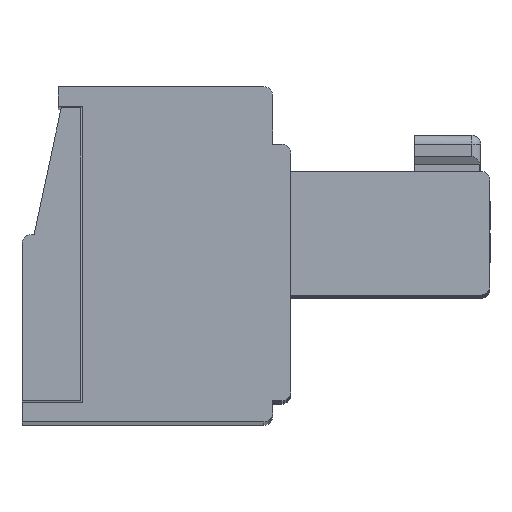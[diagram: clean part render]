
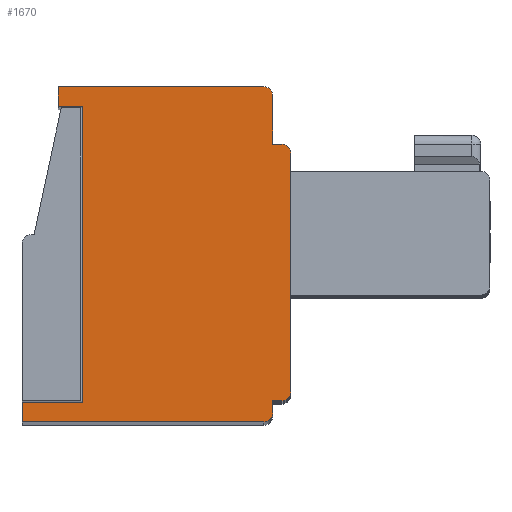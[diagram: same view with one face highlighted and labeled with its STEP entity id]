
A CAD part, top view. The second image highlights one B-rep face of the part: STEP entity #1670.
In plain terms, the highlighted planar face has unit normal (0, 0, 1).
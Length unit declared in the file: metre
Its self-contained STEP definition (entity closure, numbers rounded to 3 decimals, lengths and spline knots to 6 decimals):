
#1670=ADVANCED_FACE('',(#4490),#4491,.F.);
#4490=FACE_OUTER_BOUND('',#8588,.T.);
#4491=PLANE('',#8589);
#8588=EDGE_LOOP('',(#13675,#13676,#13677,#13678,#13679,#13680,#13681,#13682,#13683,#13684,#13685,#13686,#13687,#13688,#13689,#13690));
#8589=AXIS2_PLACEMENT_3D('',#13691,#13692,#13693);
#13675=ORIENTED_EDGE('',*,*,#24721,.T.);
#13676=ORIENTED_EDGE('',*,*,#24722,.T.);
#13677=ORIENTED_EDGE('',*,*,#24723,.T.);
#13678=ORIENTED_EDGE('',*,*,#24710,.T.);
#13679=ORIENTED_EDGE('',*,*,#24724,.T.);
#13680=ORIENTED_EDGE('',*,*,#24725,.F.);
#13681=ORIENTED_EDGE('',*,*,#24726,.T.);
#13682=ORIENTED_EDGE('',*,*,#24727,.T.);
#13683=ORIENTED_EDGE('',*,*,#24728,.T.);
#13684=ORIENTED_EDGE('',*,*,#24729,.T.);
#13685=ORIENTED_EDGE('',*,*,#24730,.T.);
#13686=ORIENTED_EDGE('',*,*,#24731,.T.);
#13687=ORIENTED_EDGE('',*,*,#24732,.T.);
#13688=ORIENTED_EDGE('',*,*,#24733,.F.);
#13689=ORIENTED_EDGE('',*,*,#24734,.T.);
#13690=ORIENTED_EDGE('',*,*,#24735,.T.);
#13691=CARTESIAN_POINT('',(0.013673,0.00851,0.056748));
#13692=DIRECTION('',(0.,0.,-1.0));
#13693=DIRECTION('',(0.0,-1.0,0.));
#24710=EDGE_CURVE('',#29840,#29838,#29841,.T.);
#24721=EDGE_CURVE('',#29857,#29858,#29859,.T.);
#24722=EDGE_CURVE('',#29858,#29860,#29861,.T.);
#24723=EDGE_CURVE('',#29860,#29840,#29862,.T.);
#24724=EDGE_CURVE('',#29838,#29863,#29864,.T.);
#24725=EDGE_CURVE('',#29865,#29863,#29866,.T.);
#24726=EDGE_CURVE('',#29865,#29867,#29868,.T.);
#24727=EDGE_CURVE('',#29867,#29869,#29870,.T.);
#24728=EDGE_CURVE('',#29869,#29871,#29872,.T.);
#24729=EDGE_CURVE('',#29871,#29873,#29874,.T.);
#24730=EDGE_CURVE('',#29873,#29875,#29876,.T.);
#24731=EDGE_CURVE('',#29875,#29877,#29878,.T.);
#24732=EDGE_CURVE('',#29877,#29879,#29880,.T.);
#24733=EDGE_CURVE('',#29881,#29879,#29882,.T.);
#24734=EDGE_CURVE('',#29881,#29883,#29884,.T.);
#24735=EDGE_CURVE('',#29883,#29857,#29885,.T.);
#29838=VERTEX_POINT('',#37703);
#29840=VERTEX_POINT('',#37706);
#29841=LINE('',#37707,#37708);
#29857=VERTEX_POINT('',#37728);
#29858=VERTEX_POINT('',#37729);
#29859=LINE('',#37730,#37731);
#29860=VERTEX_POINT('',#37732);
#29861=CIRCLE('',#37733,0.0003);
#29862=LINE('',#37734,#37735);
#29863=VERTEX_POINT('',#37736);
#29864=CIRCLE('',#37737,0.0003);
#29865=VERTEX_POINT('',#37738);
#29866=LINE('',#37739,#37740);
#29867=VERTEX_POINT('',#37741);
#29868=CIRCLE('',#37742,0.0003);
#29869=VERTEX_POINT('',#37743);
#29870=LINE('',#37744,#37745);
#29871=VERTEX_POINT('',#37746);
#29872=LINE('',#37747,#37748);
#29873=VERTEX_POINT('',#37749);
#29874=CIRCLE('',#37750,0.0003);
#29875=VERTEX_POINT('',#37751);
#29876=LINE('',#37752,#37753);
#29877=VERTEX_POINT('',#37754);
#29878=LINE('',#37755,#37756);
#29879=VERTEX_POINT('',#37757);
#29880=LINE('',#37758,#37759);
#29881=VERTEX_POINT('',#37760);
#29882=LINE('',#37761,#37762);
#29883=VERTEX_POINT('',#37763);
#29884=LINE('',#37764,#37765);
#29885=LINE('',#37766,#37767);
#37703=CARTESIAN_POINT('',(0.007073,0.00121,0.056748));
#37706=CARTESIAN_POINT('',(0.006773,0.00121,0.056748));
#37707=CARTESIAN_POINT('',(0.013673,0.00121,0.056748));
#37708=VECTOR('',#46043,1.0);
#37728=CARTESIAN_POINT('',(-0.001527,0.00051,0.056748));
#37729=CARTESIAN_POINT('',(0.006473,0.00051,0.056748));
#37730=CARTESIAN_POINT('',(0.013673,0.00051,0.056748));
#37731=VECTOR('',#46057,1.0);
#37732=CARTESIAN_POINT('',(0.006773,0.00081,0.056748));
#37733=AXIS2_PLACEMENT_3D('',#46058,#46059,#46060);
#37734=CARTESIAN_POINT('',(0.006773,0.00851,0.056748));
#37735=VECTOR('',#46061,1.0);
#37736=CARTESIAN_POINT('',(0.007373,0.00151,0.056748));
#37737=AXIS2_PLACEMENT_3D('',#46062,#46063,#46064);
#37738=CARTESIAN_POINT('',(0.007373,0.00941,0.056748));
#37739=CARTESIAN_POINT('',(0.007373,0.00941,0.056748));
#37740=VECTOR('',#46065,1.0);
#37741=CARTESIAN_POINT('',(0.007073,0.00971,0.056748));
#37742=AXIS2_PLACEMENT_3D('',#46066,#46067,#46068);
#37743=CARTESIAN_POINT('',(0.006773,0.00971,0.056748));
#37744=CARTESIAN_POINT('',(0.006773,0.00971,0.056748));
#37745=VECTOR('',#46069,1.0);
#37746=CARTESIAN_POINT('',(0.006773,0.01131,0.056748));
#37747=CARTESIAN_POINT('',(0.006773,0.00851,0.056748));
#37748=VECTOR('',#46070,1.0);
#37749=CARTESIAN_POINT('',(0.006473,0.01161,0.056748));
#37750=AXIS2_PLACEMENT_3D('',#46071,#46072,#46073);
#37751=CARTESIAN_POINT('',(-0.000327,0.01161,0.056748));
#37752=CARTESIAN_POINT('',(0.013673,0.01161,0.056748));
#37753=VECTOR('',#46074,1.0);
#37754=CARTESIAN_POINT('',(-0.000327,0.01096,0.056748));
#37755=CARTESIAN_POINT('',(-0.000327,0.00851,0.056748));
#37756=VECTOR('',#46075,1.0);
#37757=CARTESIAN_POINT('',(0.000473,0.01096,0.056748));
#37758=CARTESIAN_POINT('',(0.013673,0.01096,0.056748));
#37759=VECTOR('',#46076,1.0);
#37760=CARTESIAN_POINT('',(0.000473,0.00116,0.056748));
#37761=CARTESIAN_POINT('',(0.000473,0.00116,0.056748));
#37762=VECTOR('',#46077,1.0);
#37763=CARTESIAN_POINT('',(-0.001527,0.00116,0.056748));
#37764=CARTESIAN_POINT('',(0.013673,0.00116,0.056748));
#37765=VECTOR('',#46078,1.0);
#37766=CARTESIAN_POINT('',(-0.001527,0.00851,0.056748));
#37767=VECTOR('',#46079,1.0);
#46043=DIRECTION('',(1.0,0.,0.));
#46057=DIRECTION('',(1.0,0.,0.));
#46058=CARTESIAN_POINT('',(0.006473,0.00081,0.056748));
#46059=DIRECTION('',(0.,0.,1.0));
#46060=DIRECTION('',(-1.0,0.,0.));
#46061=DIRECTION('',(0.,1.0,0.));
#46062=CARTESIAN_POINT('',(0.007073,0.00151,0.056748));
#46063=DIRECTION('',(0.,0.,1.0));
#46064=DIRECTION('',(-1.0,0.,0.));
#46065=DIRECTION('',(0.,-1.0,0.0));
#46066=CARTESIAN_POINT('',(0.007073,0.00941,0.056748));
#46067=DIRECTION('',(0.,0.,1.0));
#46068=DIRECTION('',(-1.0,0.0,0.));
#46069=DIRECTION('',(-1.0,0.,0.));
#46070=DIRECTION('',(0.,1.0,0.));
#46071=CARTESIAN_POINT('',(0.006473,0.01131,0.056748));
#46072=DIRECTION('',(0.,0.,1.0));
#46073=DIRECTION('',(-1.0,0.,0.));
#46074=DIRECTION('',(-1.0,0.,0.));
#46075=DIRECTION('',(0.,-1.0,0.));
#46076=DIRECTION('',(1.0,0.,0.));
#46077=DIRECTION('',(0.,1.0,0.0));
#46078=DIRECTION('',(-1.0,0.,0.));
#46079=DIRECTION('',(0.,-1.0,0.));
